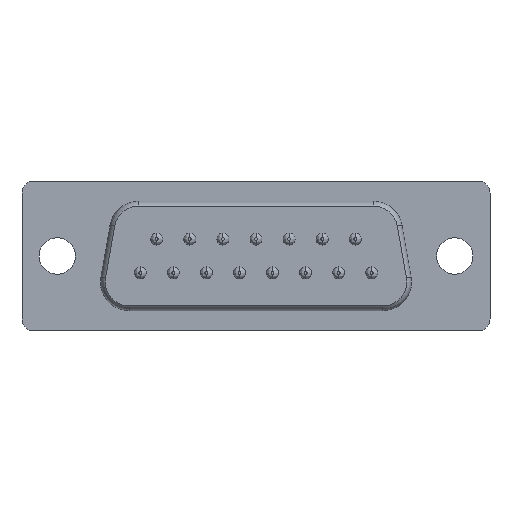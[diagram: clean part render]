
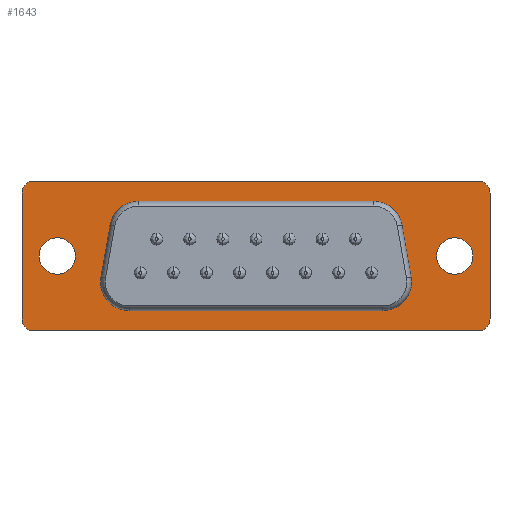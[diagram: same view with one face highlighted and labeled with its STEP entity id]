
A CAD part, front view. The second image highlights one B-rep face of the part: STEP entity #1643.
In plain terms, the highlighted planar face has unit normal (0, -1, 0).
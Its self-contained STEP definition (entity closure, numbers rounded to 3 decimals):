
#688=FACE_BOUND('',#3766,.T.);
#689=FACE_BOUND('',#3767,.T.);
#690=FACE_BOUND('',#3768,.T.);
#691=FACE_BOUND('',#3769,.T.);
#988=PLANE('',#18653);
#1643=ADVANCED_FACE('',(#688,#689,#690,#691),#988,.T.);
#3766=EDGE_LOOP('',(#6811,#6812));
#3767=EDGE_LOOP('',(#6813,#6814,#6815,#6816,#6817,#6818,#6819,#6820,#6821));
#3768=EDGE_LOOP('',(#6822,#6823));
#3769=EDGE_LOOP('',(#6824,#6825,#6826,#6827,#6828,#6829,#6830,#6831));
#6811=ORIENTED_EDGE('',*,*,#9742,.T.);
#6812=ORIENTED_EDGE('',*,*,#9746,.T.);
#6813=ORIENTED_EDGE('',*,*,#9741,.F.);
#6814=ORIENTED_EDGE('',*,*,#9740,.F.);
#6815=ORIENTED_EDGE('',*,*,#9907,.T.);
#6816=ORIENTED_EDGE('',*,*,#9721,.T.);
#6817=ORIENTED_EDGE('',*,*,#9725,.T.);
#6818=ORIENTED_EDGE('',*,*,#9727,.T.);
#6819=ORIENTED_EDGE('',*,*,#9730,.T.);
#6820=ORIENTED_EDGE('',*,*,#9732,.T.);
#6821=ORIENTED_EDGE('',*,*,#9735,.F.);
#6822=ORIENTED_EDGE('',*,*,#9748,.T.);
#6823=ORIENTED_EDGE('',*,*,#9752,.T.);
#6824=ORIENTED_EDGE('',*,*,#9906,.T.);
#6825=ORIENTED_EDGE('',*,*,#9883,.T.);
#6826=ORIENTED_EDGE('',*,*,#9888,.T.);
#6827=ORIENTED_EDGE('',*,*,#9891,.T.);
#6828=ORIENTED_EDGE('',*,*,#9894,.T.);
#6829=ORIENTED_EDGE('',*,*,#9897,.T.);
#6830=ORIENTED_EDGE('',*,*,#9900,.T.);
#6831=ORIENTED_EDGE('',*,*,#9903,.T.);
#8151=VERTEX_POINT('',#29060);
#8152=VERTEX_POINT('',#29061);
#8154=VERTEX_POINT('',#29068);
#8155=VERTEX_POINT('',#29072);
#8156=VERTEX_POINT('',#29077);
#8157=VERTEX_POINT('',#29081);
#8158=VERTEX_POINT('',#29086);
#8161=VERTEX_POINT('',#29094);
#8162=VERTEX_POINT('',#29096);
#8163=VERTEX_POINT('',#29100);
#8164=VERTEX_POINT('',#29101);
#8167=VERTEX_POINT('',#29116);
#8168=VERTEX_POINT('',#29117);
#8255=VERTEX_POINT('',#29565);
#8256=VERTEX_POINT('',#29566);
#8259=VERTEX_POINT('',#29575);
#8261=VERTEX_POINT('',#29581);
#8263=VERTEX_POINT('',#29587);
#8265=VERTEX_POINT('',#29593);
#8267=VERTEX_POINT('',#29599);
#8269=VERTEX_POINT('',#29605);
#9721=EDGE_CURVE('',#8151,#8152,#10629,.T.);
#9725=EDGE_CURVE('',#8152,#8154,#12832,.T.);
#9727=EDGE_CURVE('',#8154,#8155,#10631,.T.);
#9730=EDGE_CURVE('',#8155,#8156,#12835,.T.);
#9732=EDGE_CURVE('',#8156,#8157,#10633,.T.);
#9735=EDGE_CURVE('',#8158,#8157,#12838,.T.);
#9740=EDGE_CURVE('',#8161,#8162,#10637,.T.);
#9741=EDGE_CURVE('',#8162,#8158,#10638,.T.);
#9742=EDGE_CURVE('',#8163,#8164,#10639,.T.);
#9746=EDGE_CURVE('',#8164,#8163,#10641,.T.);
#9748=EDGE_CURVE('',#8167,#8168,#10643,.T.);
#9752=EDGE_CURVE('',#8168,#8167,#10645,.T.);
#9883=EDGE_CURVE('',#8255,#8256,#10715,.T.);
#9888=EDGE_CURVE('',#8256,#8259,#12910,.T.);
#9891=EDGE_CURVE('',#8259,#8261,#10716,.T.);
#9894=EDGE_CURVE('',#8261,#8263,#12915,.T.);
#9897=EDGE_CURVE('',#8263,#8265,#10717,.T.);
#9900=EDGE_CURVE('',#8265,#8267,#12920,.T.);
#9903=EDGE_CURVE('',#8267,#8269,#10718,.T.);
#9906=EDGE_CURVE('',#8269,#8255,#12925,.T.);
#9907=EDGE_CURVE('',#8161,#8151,#12926,.T.);
#10629=CIRCLE('',#18526,2.4);
#10631=CIRCLE('',#18530,2.4);
#10633=CIRCLE('',#18534,2.4);
#10637=CIRCLE('',#18540,2.4);
#10638=CIRCLE('',#18541,2.4);
#10639=CIRCLE('',#18543,1.525);
#10641=CIRCLE('',#18545,1.525);
#10643=CIRCLE('',#18547,1.525);
#10645=CIRCLE('',#18549,1.525);
#10715=CIRCLE('',#18641,1.);
#10716=CIRCLE('',#18644,1.);
#10717=CIRCLE('',#18647,1.);
#10718=CIRCLE('',#18650,1.);
#12832=LINE('',#29067,#13949);
#12835=LINE('',#29076,#13952);
#12838=LINE('',#29085,#13955);
#12910=LINE('',#29574,#14027);
#12915=LINE('',#29586,#14032);
#12920=LINE('',#29598,#14037);
#12925=LINE('',#29610,#14042);
#12926=LINE('',#29612,#14043);
#13949=VECTOR('',#21679,1.);
#13952=VECTOR('',#21690,1.);
#13955=VECTOR('',#21701,1.);
#14027=VECTOR('',#22011,1.);
#14032=VECTOR('',#22022,1.);
#14037=VECTOR('',#22033,1.);
#14042=VECTOR('',#22044,1.);
#14043=VECTOR('',#22047,1.);
#18526=AXIS2_PLACEMENT_3D('',#29059,#21671,#21672);
#18530=AXIS2_PLACEMENT_3D('',#29071,#21683,#21684);
#18534=AXIS2_PLACEMENT_3D('',#29080,#21694,#21695);
#18540=AXIS2_PLACEMENT_3D('',#29095,#21710,#21711);
#18541=AXIS2_PLACEMENT_3D('',#29097,#21712,#21713);
#18543=AXIS2_PLACEMENT_3D('',#29099,#21716,#21717);
#18545=AXIS2_PLACEMENT_3D('',#29110,#21723,#21724);
#18547=AXIS2_PLACEMENT_3D('',#29115,#21728,#21729);
#18549=AXIS2_PLACEMENT_3D('',#29126,#21735,#21736);
#18641=AXIS2_PLACEMENT_3D('',#29564,#22003,#22004);
#18644=AXIS2_PLACEMENT_3D('',#29580,#22016,#22017);
#18647=AXIS2_PLACEMENT_3D('',#29592,#22027,#22028);
#18650=AXIS2_PLACEMENT_3D('',#29604,#22038,#22039);
#18653=AXIS2_PLACEMENT_3D('',#29613,#22048,#22049);
#21671=DIRECTION('',(0.,1.,0.));
#21672=DIRECTION('',(-0.985,0.,0.174));
#21679=DIRECTION('',(1.,0.,0.));
#21683=DIRECTION('',(0.,1.,0.));
#21684=DIRECTION('',(0.,0.,1.));
#21690=DIRECTION('',(0.174,0.,-0.985));
#21694=DIRECTION('',(0.,1.,0.));
#21695=DIRECTION('',(0.985,0.,0.174));
#21701=DIRECTION('',(1.,0.,0.));
#21710=DIRECTION('',(0.,-1.,0.));
#21711=DIRECTION('',(-0.985,0.,0.174));
#21712=DIRECTION('',(0.,-1.,0.));
#21713=DIRECTION('',(-1.,0.,0.));
#21716=DIRECTION('',(0.,1.,0.));
#21717=DIRECTION('',(1.,0.,0.));
#21723=DIRECTION('',(0.,1.,0.));
#21724=DIRECTION('',(-1.,0.,0.));
#21728=DIRECTION('',(0.,1.,0.));
#21729=DIRECTION('',(1.,0.,0.));
#21735=DIRECTION('',(0.,1.,0.));
#21736=DIRECTION('',(-1.,0.,0.));
#22003=DIRECTION('',(0.,-1.,0.));
#22004=DIRECTION('',(-1.,0.,0.));
#22011=DIRECTION('',(1.,0.,0.));
#22016=DIRECTION('',(0.,-1.,0.));
#22017=DIRECTION('',(0.,0.,-1.));
#22022=DIRECTION('',(0.,0.,1.));
#22027=DIRECTION('',(0.,-1.,0.));
#22028=DIRECTION('',(1.,0.,0.));
#22033=DIRECTION('',(-1.,0.,0.));
#22038=DIRECTION('',(0.,-1.,0.));
#22039=DIRECTION('',(0.,0.,1.));
#22044=DIRECTION('',(0.,0.,-1.));
#22047=DIRECTION('',(0.174,0.,0.985));
#22048=DIRECTION('',(0.,-1.,0.));
#22049=DIRECTION('',(1.,0.,0.));
#29059=CARTESIAN_POINT('',(-9.856,-1.65,2.18));
#29060=CARTESIAN_POINT('',(-12.22,-1.65,2.597));
#29061=CARTESIAN_POINT('',(-9.856,-1.65,4.58));
#29067=CARTESIAN_POINT('',(-9.856,-1.65,4.58));
#29068=CARTESIAN_POINT('',(9.856,-1.65,4.58));
#29071=CARTESIAN_POINT('',(9.856,-1.65,2.18));
#29072=CARTESIAN_POINT('',(12.22,-1.65,2.597));
#29076=CARTESIAN_POINT('',(12.22,-1.65,2.597));
#29077=CARTESIAN_POINT('',(12.989,-1.65,-1.763));
#29080=CARTESIAN_POINT('',(10.625,-1.65,-2.18));
#29081=CARTESIAN_POINT('',(10.625,-1.65,-4.58));
#29085=CARTESIAN_POINT('',(-10.625,-1.65,-4.58));
#29086=CARTESIAN_POINT('',(-10.625,-1.65,-4.58));
#29094=CARTESIAN_POINT('',(-12.989,-1.65,-1.763));
#29095=CARTESIAN_POINT('',(-10.625,-1.65,-2.18));
#29096=CARTESIAN_POINT('',(-13.025,-1.65,-2.18));
#29097=CARTESIAN_POINT('',(-10.625,-1.65,-2.18));
#29099=CARTESIAN_POINT('',(-16.65,-1.65,0.));
#29100=CARTESIAN_POINT('',(-15.125,-1.65,0.));
#29101=CARTESIAN_POINT('',(-18.175,-1.65,0.));
#29110=CARTESIAN_POINT('',(-16.65,-1.65,0.));
#29115=CARTESIAN_POINT('',(16.65,-1.65,0.));
#29116=CARTESIAN_POINT('',(18.175,-1.65,0.));
#29117=CARTESIAN_POINT('',(15.125,-1.65,0.));
#29126=CARTESIAN_POINT('',(16.65,-1.65,0.));
#29564=CARTESIAN_POINT('',(-18.6,-1.65,-5.275));
#29565=CARTESIAN_POINT('',(-19.6,-1.65,-5.275));
#29566=CARTESIAN_POINT('',(-18.6,-1.65,-6.275));
#29574=CARTESIAN_POINT('',(-18.6,-1.65,-6.275));
#29575=CARTESIAN_POINT('',(18.6,-1.65,-6.275));
#29580=CARTESIAN_POINT('',(18.6,-1.65,-5.275));
#29581=CARTESIAN_POINT('',(19.6,-1.65,-5.275));
#29586=CARTESIAN_POINT('',(19.6,-1.65,-5.275));
#29587=CARTESIAN_POINT('',(19.6,-1.65,5.275));
#29592=CARTESIAN_POINT('',(18.6,-1.65,5.275));
#29593=CARTESIAN_POINT('',(18.6,-1.65,6.275));
#29598=CARTESIAN_POINT('',(18.6,-1.65,6.275));
#29599=CARTESIAN_POINT('',(-18.6,-1.65,6.275));
#29604=CARTESIAN_POINT('',(-18.6,-1.65,5.275));
#29605=CARTESIAN_POINT('',(-19.6,-1.65,5.275));
#29610=CARTESIAN_POINT('',(-19.6,-1.65,5.275));
#29612=CARTESIAN_POINT('',(-12.989,-1.65,-1.763));
#29613=CARTESIAN_POINT('',(-21.56,-1.65,-6.903));
